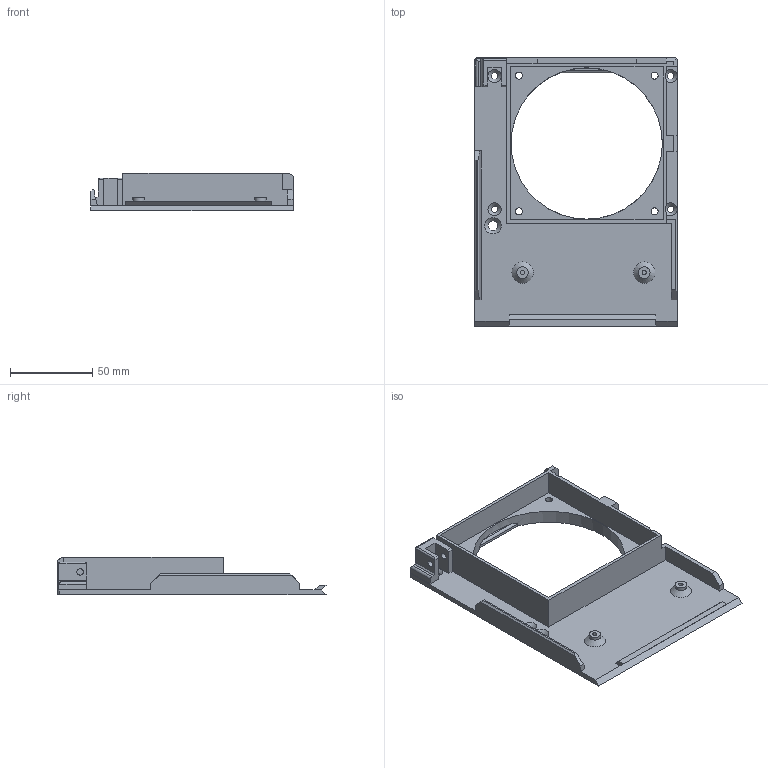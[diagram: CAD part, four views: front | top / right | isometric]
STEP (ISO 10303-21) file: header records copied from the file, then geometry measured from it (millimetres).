
FILE_DESCRIPTION(/* description */ (''),/* implementation_level */ '2;1');
FILE_NAME(/* name */ 'Fan holder Cover B5 - Front Top.step',/* time_stamp */ '2024-01-06T16:48:09-07:00',/* author */ (''),/* organization */ (''),/* preprocessor_version */ 'ST-DEVELOPER v20',/* originating_system */ 'Autodesk Translation Framework v12.14.0.127',/* authorisation */ '');
FILE_SCHEMA (('AUTOMOTIVE_DESIGN { 1 0 10303 214 3 1 1 }'));
Length unit declared in the file: millimetre
Products named in the file (1): Holder
Bounding box: 123 x 163 x 23 mm (x, y, z)
Volume: 76098.1 mm3; surface area: 49993.1 mm2
Topology: 1 solids, 1 shells, 109 faces, 292 edges, 189 vertices
Faces by surface type: plane 73, cylinder 27, cone 9
Full cylindrical faces by diameter (mm): 2.6 x2, 4 x6, 4.3 x4, 6 x1, 7 x2, 92 x1
Entity records: 3465 total; most frequent: CARTESIAN_POINT 619, ORIENTED_EDGE 584, DIRECTION 570, EDGE_CURVE 292, LINE 220, VECTOR 220, VERTEX_POINT 189, AXIS2_PLACEMENT_3D 175
